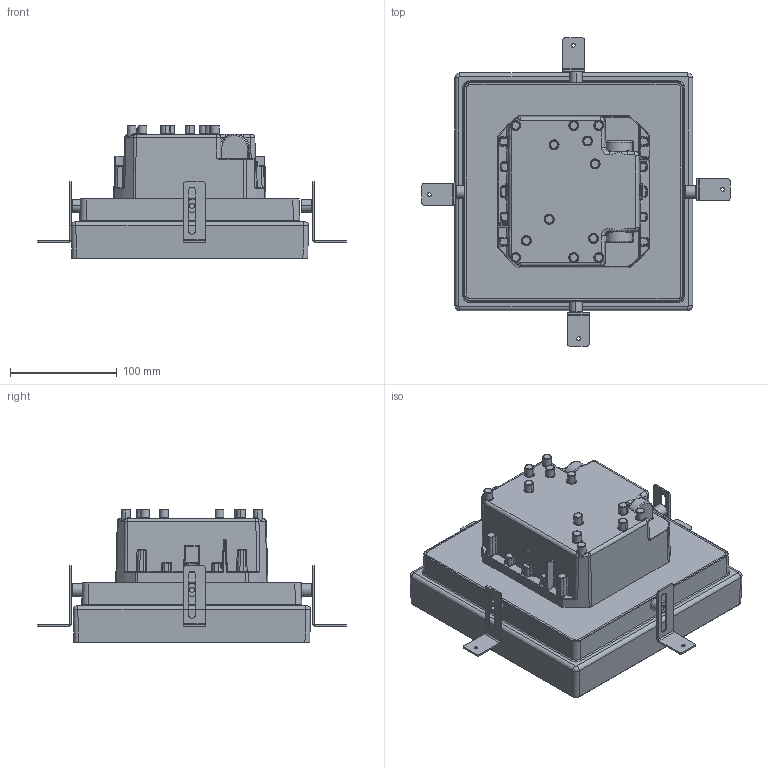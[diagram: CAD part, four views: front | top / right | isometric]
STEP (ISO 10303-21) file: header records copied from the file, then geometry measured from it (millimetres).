
FILE_DESCRIPTION(/* description */ (''),/* implementation_level */ '2;1');
FILE_NAME(/* name */ 'T412150_EGO 220 VETRO DL QUADRO',/* time_stamp */ '2018-02-01T16:11:56+01:00',/* author */ (''),/* organization */ (''),/* preprocessor_version */ 'ST-DEVELOPER v15',/* originating_system */ '',/* authorisation */ '');
FILE_SCHEMA (('CONFIG_CONTROL_DESIGN'));
Products named in the file (1): Document
Bounding box: 289.2 x 289.2 x 125.1 mm (x, y, z)
Volume: 27580.9 mm3; surface area: 392909.1 mm2
Topology: 9 solids, 46 shells, 1845 faces, 4607 edges, 2659 vertices
Faces by surface type: bspline 1498, plane 347
Entity records: 75106 total; most frequent: CARTESIAN_POINT 50732, ORIENTED_EDGE 8704, EDGE_CURVE 4455, VERTEX_POINT 2659, EDGE_LOOP 1914, ADVANCED_FACE 1843, FACE_OUTER_BOUND 1843, B_SPLINE_CURVE_WITH_KNOTS 1659
